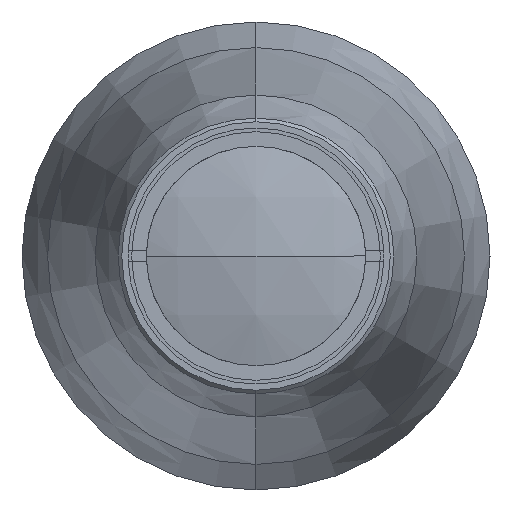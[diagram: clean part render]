
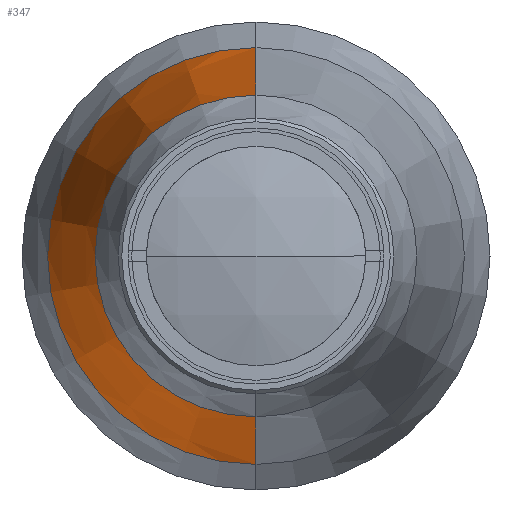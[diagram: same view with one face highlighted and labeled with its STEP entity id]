
A CAD part, left-side view. The second image highlights one B-rep face of the part: STEP entity #347.
In plain terms, the highlighted conical face has half-angle 7 degrees and reference radius 28.5 mm.
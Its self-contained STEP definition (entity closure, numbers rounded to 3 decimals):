
#12 = EDGE_CURVE ( 'NONE', #1557, #1612, #356, .T. ) ;
#23 = VECTOR ( 'NONE', #973, 1000. ) ;
#73 = AXIS2_PLACEMENT_3D ( 'NONE', #1608, #1594, #1420 ) ;
#155 = CARTESIAN_POINT ( 'NONE',  ( 264.08, 0., 28.5 ) ) ;
#159 = ORIENTED_EDGE ( 'NONE', *, *, #234, .T. ) ;
#189 = EDGE_CURVE ( 'NONE', #707, #1022, #1097, .T. ) ;
#198 = DIRECTION ( 'NONE',  ( 0.993, 0., 0.122 ) ) ;
#234 = EDGE_CURVE ( 'NONE', #707, #1557, #1516, .T. ) ;
#287 = DIRECTION ( 'NONE',  ( 0., 0., -1. ) ) ;
#347 = ADVANCED_FACE ( 'NONE', ( #570 ), #1471, .T. ) ;
#356 = CIRCLE ( 'NONE', #73, 28.5 ) ;
#382 = DIRECTION ( 'NONE',  ( 0., 0., 1. ) ) ;
#389 = DIRECTION ( 'NONE',  ( -1., 0., 0. ) ) ;
#395 = CARTESIAN_POINT ( 'NONE',  ( 211.142, 0., 0. ) ) ;
#445 = ORIENTED_EDGE ( 'NONE', *, *, #189, .F. ) ;
#452 = CARTESIAN_POINT ( 'NONE',  ( 211.142, 0., 22. ) ) ;
#481 = CARTESIAN_POINT ( 'NONE',  ( 211.142, 0., -22. ) ) ;
#539 = EDGE_LOOP ( 'NONE', ( #445, #159, #838, #647 ) ) ;
#570 = FACE_OUTER_BOUND ( 'NONE', #539, .T. ) ;
#587 = DIRECTION ( 'NONE',  ( 1., 0., 0. ) ) ;
#606 = EDGE_CURVE ( 'NONE', #1022, #1612, #705, .T. ) ;
#616 = CARTESIAN_POINT ( 'NONE',  ( 264.08, 0., 0. ) ) ;
#647 = ORIENTED_EDGE ( 'NONE', *, *, #606, .F. ) ;
#705 = LINE ( 'NONE', #986, #23 ) ;
#707 = VERTEX_POINT ( 'NONE', #452 ) ;
#838 = ORIENTED_EDGE ( 'NONE', *, *, #12, .T. ) ;
#957 = CARTESIAN_POINT ( 'NONE',  ( 264.08, 0., 28.5 ) ) ;
#973 = DIRECTION ( 'NONE',  ( 0.993, 0., -0.122 ) ) ;
#986 = CARTESIAN_POINT ( 'NONE',  ( 264.08, 0., -28.5 ) ) ;
#1022 = VERTEX_POINT ( 'NONE', #481 ) ;
#1097 = CIRCLE ( 'NONE', #1515, 22. ) ;
#1176 = VECTOR ( 'NONE', #198, 1000. ) ;
#1420 = DIRECTION ( 'NONE',  ( 0., 0., 1. ) ) ;
#1471 = CONICAL_SURFACE ( 'NONE', #1607, 28.5, 0.122 ) ;
#1515 = AXIS2_PLACEMENT_3D ( 'NONE', #395, #389, #382 ) ;
#1516 = LINE ( 'NONE', #155, #1176 ) ;
#1523 = CARTESIAN_POINT ( 'NONE',  ( 264.08, 0., -28.5 ) ) ;
#1557 = VERTEX_POINT ( 'NONE', #957 ) ;
#1594 = DIRECTION ( 'NONE',  ( -1., 0., 0. ) ) ;
#1607 = AXIS2_PLACEMENT_3D ( 'NONE', #616, #587, #287 ) ;
#1608 = CARTESIAN_POINT ( 'NONE',  ( 264.08, 0., 0. ) ) ;
#1612 = VERTEX_POINT ( 'NONE', #1523 ) ;
